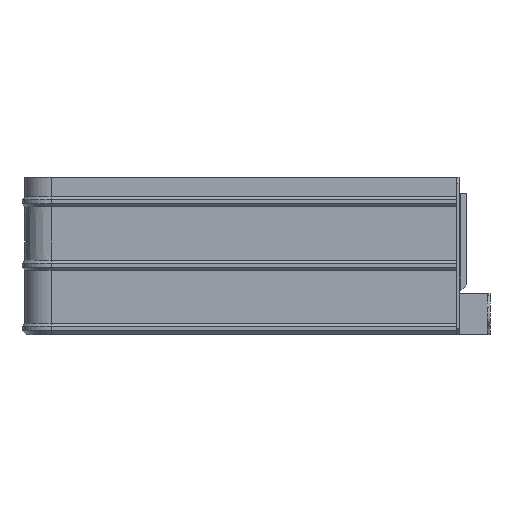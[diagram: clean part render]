
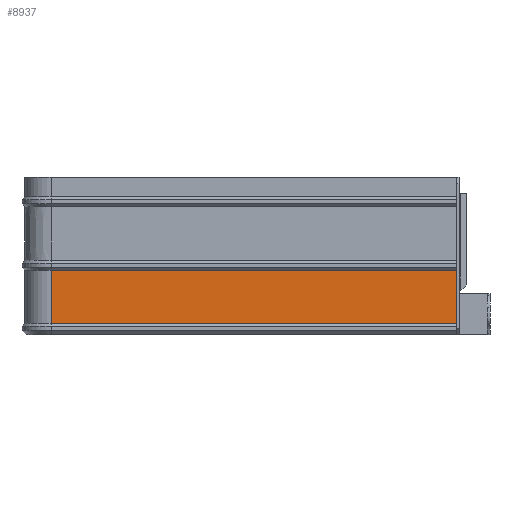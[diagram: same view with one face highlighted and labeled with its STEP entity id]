
A CAD part, left-side view. The second image highlights one B-rep face of the part: STEP entity #8937.
In plain terms, the highlighted planar face has unit normal (-1, 0, 0).
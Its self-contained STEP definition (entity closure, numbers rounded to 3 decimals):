
#505 = PLANE('',#506);
#506 = AXIS2_PLACEMENT_3D('',#507,#508,#509);
#507 = CARTESIAN_POINT('',(0.,0.8,24.));
#508 = DIRECTION('',(0.,1.,0.));
#509 = DIRECTION('',(0.,0.,1.));
#3698 = VERTEX_POINT('',#3699);
#3699 = CARTESIAN_POINT('',(-27.455,0.8,19.701));
#3713 = PLANE('',#3714);
#3714 = AXIS2_PLACEMENT_3D('',#3715,#3716,#3717);
#3715 = CARTESIAN_POINT('',(-27.455,0.8,19.701));
#3716 = DIRECTION('',(-0.707,0.,-0.707));
#3717 = DIRECTION('',(-0.707,0.,0.707
    ));
#3725 = EDGE_CURVE('',#3698,#3726,#3728,.T.);
#3726 = VERTEX_POINT('',#3727);
#3727 = CARTESIAN_POINT('',(-27.455,0.8,3.535));
#3728 = SURFACE_CURVE('',#3729,(#3733,#3740),.PCURVE_S1.);
#3729 = LINE('',#3730,#3731);
#3730 = CARTESIAN_POINT('',(-27.455,0.8,19.701));
#3731 = VECTOR('',#3732,1.);
#3732 = DIRECTION('',(0.,0.,-1.));
#3733 = PCURVE('',#505,#3734);
#3734 = DEFINITIONAL_REPRESENTATION('',(#3735),#3739);
#3735 = LINE('',#3736,#3737);
#3736 = CARTESIAN_POINT('',(-4.299,-27.455));
#3737 = VECTOR('',#3738,1.);
#3738 = DIRECTION('',(-1.,0.));
#3739 = ( GEOMETRIC_REPRESENTATION_CONTEXT(2) 
PARAMETRIC_REPRESENTATION_CONTEXT() REPRESENTATION_CONTEXT('2D SPACE',''
  ) );
#3740 = PCURVE('',#3741,#3746);
#3741 = PLANE('',#3742);
#3742 = AXIS2_PLACEMENT_3D('',#3743,#3744,#3745);
#3743 = CARTESIAN_POINT('',(-27.455,0.8,19.701));
#3744 = DIRECTION('',(-1.,0.,0.));
#3745 = DIRECTION('',(0.,0.,1.));
#3746 = DEFINITIONAL_REPRESENTATION('',(#3747),#3751);
#3747 = LINE('',#3748,#3749);
#3748 = CARTESIAN_POINT('',(0.,0.));
#3749 = VECTOR('',#3750,1.);
#3750 = DIRECTION('',(-1.,0.));
#3751 = ( GEOMETRIC_REPRESENTATION_CONTEXT(2) 
PARAMETRIC_REPRESENTATION_CONTEXT() REPRESENTATION_CONTEXT('2D SPACE',''
  ) );
#3769 = PLANE('',#3770);
#3770 = AXIS2_PLACEMENT_3D('',#3771,#3772,#3773);
#3771 = CARTESIAN_POINT('',(-28.355,0.8,2.635));
#3772 = DIRECTION('',(-0.707,0.,0.707));
#3773 = DIRECTION('',(0.707,0.,0.707)
  );
#8565 = CYLINDRICAL_SURFACE('',#8566,7.969);
#8566 = AXIS2_PLACEMENT_3D('',#8567,#8568,#8569);
#8567 = CARTESIAN_POINT('',(-19.486,124.1,19.701));
#8568 = DIRECTION('',(0.,0.,-1.));
#8569 = DIRECTION('',(1.,0.,0.));
#8894 = EDGE_CURVE('',#3726,#8895,#8897,.T.);
#8895 = VERTEX_POINT('',#8896);
#8896 = CARTESIAN_POINT('',(-27.455,124.1,
    3.535));
#8897 = SURFACE_CURVE('',#8898,(#8902,#8909),.PCURVE_S1.);
#8898 = LINE('',#8899,#8900);
#8899 = CARTESIAN_POINT('',(-27.455,0.8,3.535));
#8900 = VECTOR('',#8901,1.);
#8901 = DIRECTION('',(0.,1.,0.));
#8902 = PCURVE('',#3769,#8903);
#8903 = DEFINITIONAL_REPRESENTATION('',(#8904),#8908);
#8904 = LINE('',#8905,#8906);
#8905 = CARTESIAN_POINT('',(1.273,0.));
#8906 = VECTOR('',#8907,1.);
#8907 = DIRECTION('',(0.,1.));
#8908 = ( GEOMETRIC_REPRESENTATION_CONTEXT(2) 
PARAMETRIC_REPRESENTATION_CONTEXT() REPRESENTATION_CONTEXT('2D SPACE',''
  ) );
#8909 = PCURVE('',#3741,#8910);
#8910 = DEFINITIONAL_REPRESENTATION('',(#8911),#8915);
#8911 = LINE('',#8912,#8913);
#8912 = CARTESIAN_POINT('',(-16.166,0.));
#8913 = VECTOR('',#8914,1.);
#8914 = DIRECTION('',(0.,1.));
#8915 = ( GEOMETRIC_REPRESENTATION_CONTEXT(2) 
PARAMETRIC_REPRESENTATION_CONTEXT() REPRESENTATION_CONTEXT('2D SPACE',''
  ) );
#8937 = ADVANCED_FACE('',(#8938),#3741,.T.);
#8938 = FACE_BOUND('',#8939,.T.);
#8939 = EDGE_LOOP('',(#8940,#8941,#8942,#8965));
#8940 = ORIENTED_EDGE('',*,*,#8894,.F.);
#8941 = ORIENTED_EDGE('',*,*,#3725,.F.);
#8942 = ORIENTED_EDGE('',*,*,#8943,.T.);
#8943 = EDGE_CURVE('',#3698,#8944,#8946,.T.);
#8944 = VERTEX_POINT('',#8945);
#8945 = CARTESIAN_POINT('',(-27.455,124.1,
    19.701));
#8946 = SURFACE_CURVE('',#8947,(#8951,#8958),.PCURVE_S1.);
#8947 = LINE('',#8948,#8949);
#8948 = CARTESIAN_POINT('',(-27.455,0.8,19.701));
#8949 = VECTOR('',#8950,1.);
#8950 = DIRECTION('',(0.,1.,0.));
#8951 = PCURVE('',#3741,#8952);
#8952 = DEFINITIONAL_REPRESENTATION('',(#8953),#8957);
#8953 = LINE('',#8954,#8955);
#8954 = CARTESIAN_POINT('',(0.,0.));
#8955 = VECTOR('',#8956,1.);
#8956 = DIRECTION('',(0.,1.));
#8957 = ( GEOMETRIC_REPRESENTATION_CONTEXT(2) 
PARAMETRIC_REPRESENTATION_CONTEXT() REPRESENTATION_CONTEXT('2D SPACE',''
  ) );
#8958 = PCURVE('',#3713,#8959);
#8959 = DEFINITIONAL_REPRESENTATION('',(#8960),#8964);
#8960 = LINE('',#8961,#8962);
#8961 = CARTESIAN_POINT('',(0.,0.));
#8962 = VECTOR('',#8963,1.);
#8963 = DIRECTION('',(0.,1.));
#8964 = ( GEOMETRIC_REPRESENTATION_CONTEXT(2) 
PARAMETRIC_REPRESENTATION_CONTEXT() REPRESENTATION_CONTEXT('2D SPACE',''
  ) );
#8965 = ORIENTED_EDGE('',*,*,#8966,.F.);
#8966 = EDGE_CURVE('',#8895,#8944,#8967,.T.);
#8967 = SURFACE_CURVE('',#8968,(#8972,#8979),.PCURVE_S1.);
#8968 = LINE('',#8969,#8970);
#8969 = CARTESIAN_POINT('',(-27.455,124.1,
    19.701));
#8970 = VECTOR('',#8971,1.);
#8971 = DIRECTION('',(0.,0.,1.));
#8972 = PCURVE('',#3741,#8973);
#8973 = DEFINITIONAL_REPRESENTATION('',(#8974),#8978);
#8974 = LINE('',#8975,#8976);
#8975 = CARTESIAN_POINT('',(0.,123.3));
#8976 = VECTOR('',#8977,1.);
#8977 = DIRECTION('',(1.,0.));
#8978 = ( GEOMETRIC_REPRESENTATION_CONTEXT(2) 
PARAMETRIC_REPRESENTATION_CONTEXT() REPRESENTATION_CONTEXT('2D SPACE',''
  ) );
#8979 = PCURVE('',#8565,#8980);
#8980 = DEFINITIONAL_REPRESENTATION('',(#8981),#8985);
#8981 = LINE('',#8982,#8983);
#8982 = CARTESIAN_POINT('',(3.142,0.));
#8983 = VECTOR('',#8984,1.);
#8984 = DIRECTION('',(-0.,-1.));
#8985 = ( GEOMETRIC_REPRESENTATION_CONTEXT(2) 
PARAMETRIC_REPRESENTATION_CONTEXT() REPRESENTATION_CONTEXT('2D SPACE',''
  ) );
